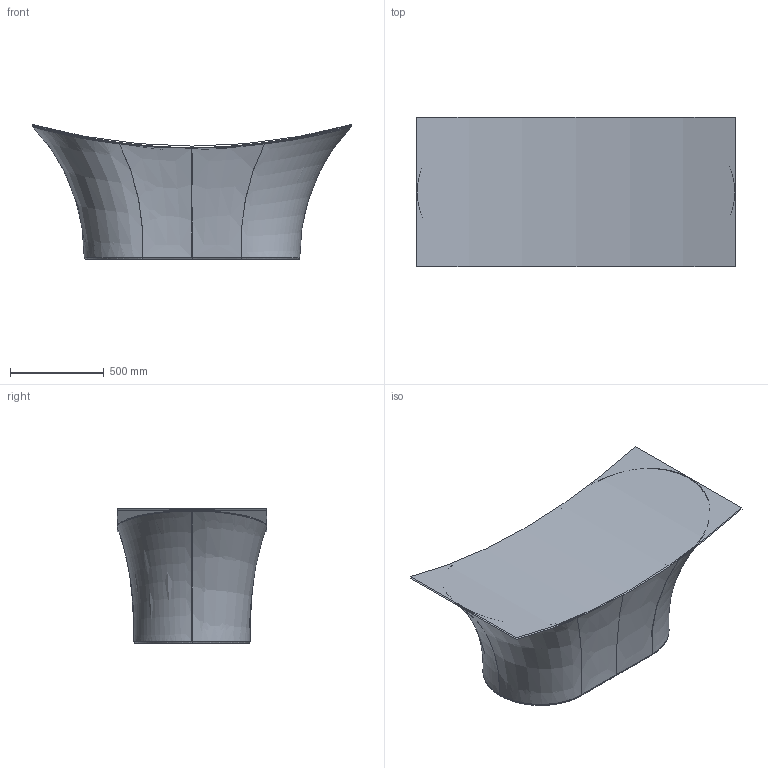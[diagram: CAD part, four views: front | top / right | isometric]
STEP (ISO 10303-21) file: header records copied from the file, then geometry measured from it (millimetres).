
FILE_DESCRIPTION(/* description */ (''),/* implementation_level */ '2;1');
FILE_NAME(/* name */ 'MV050D 1700X800X720.stp',/* time_stamp */ '2021-03-12T13:56:34+08:00',/* author */ (''),/* organization */ (''),/* preprocessor_version */ 'ST-DEVELOPER v16.7',/* originating_system */ 'SIEMENS PLM Software NX 12.0',/* authorisation */ '');
FILE_SCHEMA (('AP203_CONFIGURATION_CONTROLLED_3D_DESIGN_OF_MECHANICAL_PARTS_AND_ASSEMBLIES_MIM_LF { 1 0 10303 403 2 1 2}'));
Length unit declared in the file: millimetre
Products named in the file (1): MV050D 1700X800X720
Bounding box: 1705.31 x 800 x 720 mm (x, y, z)
Volume: 14088797.3 mm3; surface area: 16866779.4 mm2
Topology: 1 solids, 4 shells, 158 faces, 488 edges, 422 vertices
Faces by surface type: bspline 138, plane 16, cylinder 4
Entity records: 36764 total; most frequent: CARTESIAN_POINT 33202, ORIENTED_EDGE 792, EDGE_CURVE 406, B_SPLINE_CURVE_WITH_KNOTS 318, DIRECTION 311, VERTEX_POINT 256, EDGE_LOOP 167, ADVANCED_FACE 158
